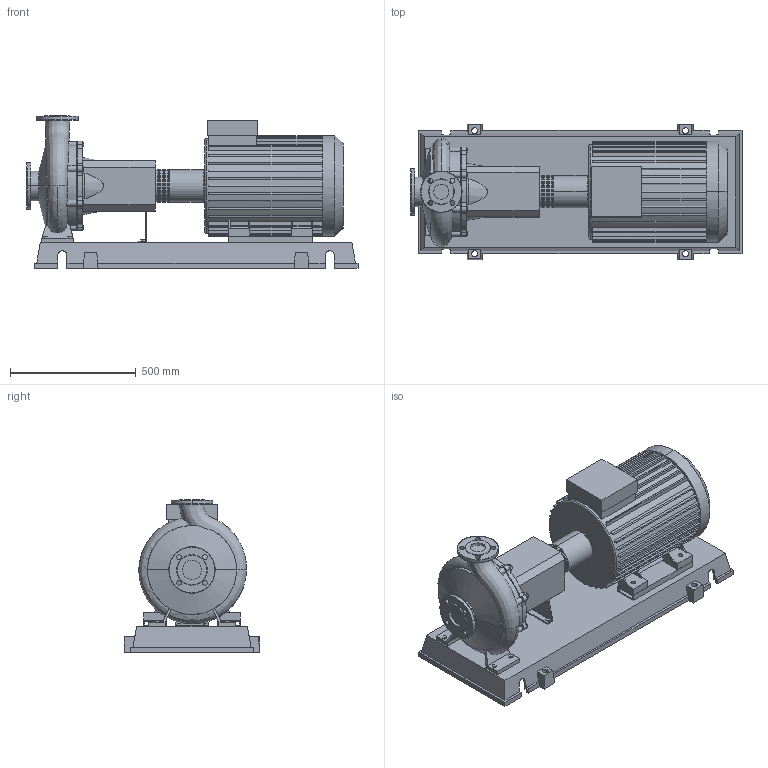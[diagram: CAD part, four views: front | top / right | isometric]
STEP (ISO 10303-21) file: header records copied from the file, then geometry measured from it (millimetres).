
FILE_DESCRIPTION((''),'2;1');
FILE_NAME('3d_NL50_315-30-2-05-4109124.stp','2015-03-03T07:47:27',(''),(''),'Mechanical Desktop 2009','Mechanical Desktop 2009',', , ');
FILE_SCHEMA(('CONFIG_CONTROL_DESIGN'));
Length unit declared in the file: millimetre
Products named in the file (1): Product
Bounding box: 1322.5 x 540 x 608 mm (x, y, z)
Volume: 111981781.2 mm3; surface area: 4850398.9 mm2
Topology: 13 solids, 13 shells, 848 faces, 2236 edges, 1472 vertices
Faces by surface type: plane 436, bspline 206, cylinder 190, cone 10, torus 6
Entity records: 30875 total; most frequent: CARTESIAN_POINT 9974, ORIENTED_EDGE 4474, DIRECTION 4079, EDGE_CURVE 2237, VERTEX_POINT 1471, VECTOR 1439, LINE 1439, AXIS2_PLACEMENT_3D 1320
